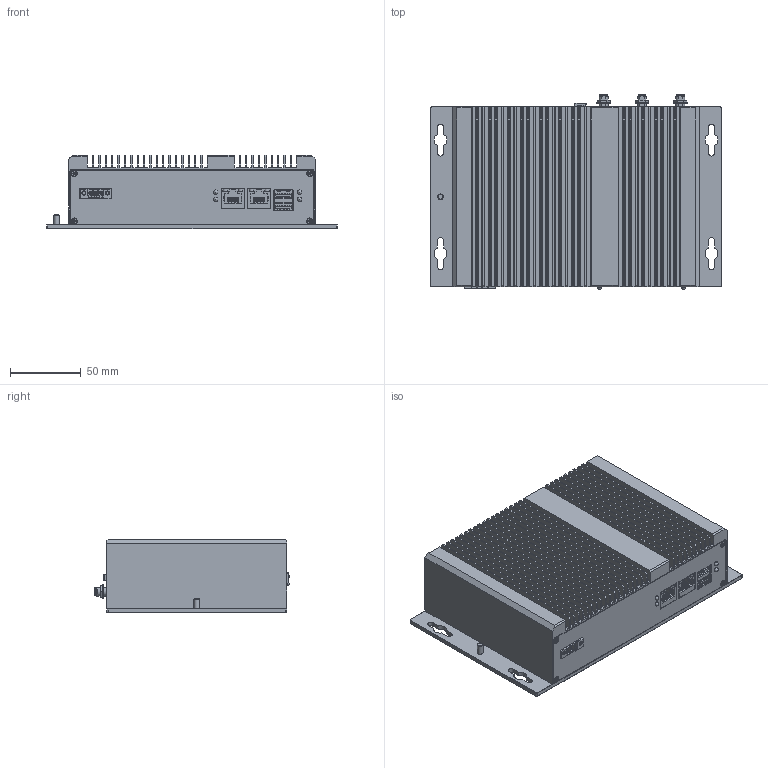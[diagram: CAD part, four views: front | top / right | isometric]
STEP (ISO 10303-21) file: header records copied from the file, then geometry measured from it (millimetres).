
FILE_DESCRIPTION(/* description */ (''),/* implementation_level */ '2;1');
FILE_NAME(/* name */ 'IPC-OEMS82H15-A102E.stp',/* time_stamp */ '2023-07-06T11:19:03+02:00',/* author */ ('AM'),/* organization */ (''),/* preprocessor_version */ 'ST-DEVELOPER v17.2',/* originating_system */ 'Autodesk Inventor 2019',/* authorisation */ '');
FILE_SCHEMA (('AUTOMOTIVE_DESIGN { 1 0 10303 214 3 1 1 }'));
Products named in the file (1): IPC-OEMS82H15-A102E_Shrinkwrap_1
Bounding box: 205 x 137.33 x 52 mm (x, y, z)
Volume: 297794.9 mm3; surface area: 225495.5 mm2
Topology: 9 solids, 9 shells, 4178 faces, 11914 edges, 7887 vertices
Faces by surface type: plane 2889, cylinder 986, cone 241, torus 34, bspline 24, sphere 4
Full cylindrical faces by diameter (mm): 0.5 x3, 0.625 x3, 0.985 x3, 1.02 x8, 1.2 x1, 1.265 x3, 1.275 x9, 2 x2, 2.283 x2, 2.325 x3, 2.459 x5, 2.7 x2, 3 x4, 3.1 x4, 3.242 x4, 3.4 x3, 3.5 x2, 3.8 x8, 4 x1, 4.1 x3, 4.64 x3, 4.995 x5, 5.35 x3, 5.39 x5, 5.4 x11, 5.5 x4, 6.599 x4, 7.12 x4, 7.2 x4, 8.2 x3
Entity records: 144967 total; most frequent: CARTESIAN_POINT 30341, ORIENTED_EDGE 23774, DIRECTION 22206, EDGE_CURVE 11887, LINE 8402, VECTOR 8402, VERTEX_POINT 7887, AXIS2_PLACEMENT_3D 6902
